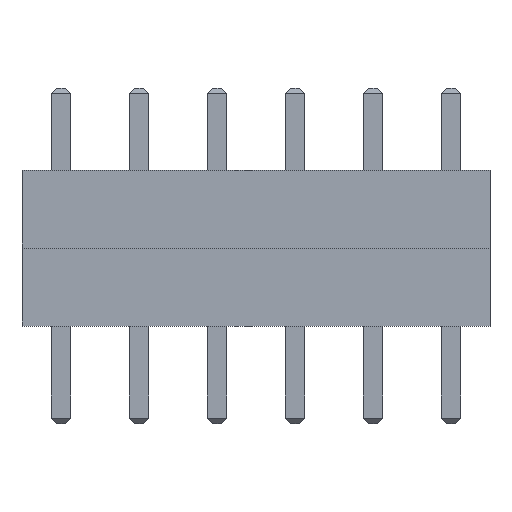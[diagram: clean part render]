
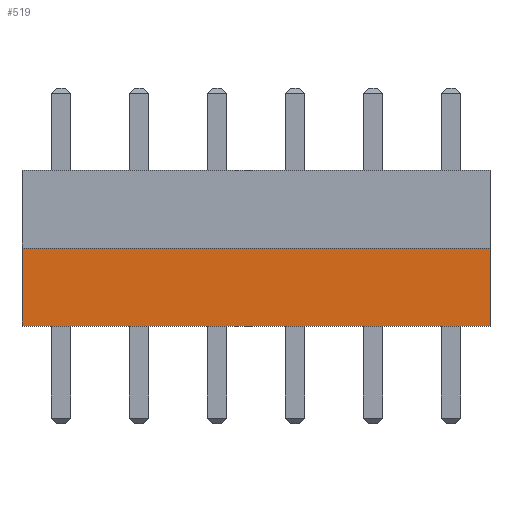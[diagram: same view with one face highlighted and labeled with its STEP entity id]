
A CAD part, top view. The second image highlights one B-rep face of the part: STEP entity #519.
In plain terms, the highlighted planar face has unit normal (0, 0, 1).
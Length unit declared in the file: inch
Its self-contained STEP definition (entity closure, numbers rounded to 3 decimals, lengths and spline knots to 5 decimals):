
#519 = ADVANCED_FACE( '', ( #1288 ), #1289, .F. );
#1288 = FACE_OUTER_BOUND( '', #2372, .T. );
#1289 = PLANE( '', #2373 );
#2372 = EDGE_LOOP( '', ( #3736, #3737, #3738, #3739 ) );
#2373 = AXIS2_PLACEMENT_3D( '', #3740, #3741, #3742 );
#3736 = ORIENTED_EDGE( '', *, *, #6559, .T. );
#3737 = ORIENTED_EDGE( '', *, *, #6560, .F. );
#3738 = ORIENTED_EDGE( '', *, *, #6561, .F. );
#3739 = ORIENTED_EDGE( '', *, *, #6562, .T. );
#3740 = CARTESIAN_POINT( '', ( -0.3, 0.1, 0.1 ) );
#3741 = DIRECTION( '', ( 0., 0., -1. ) );
#3742 = DIRECTION( '', ( -1., 0., 0. ) );
#6559 = EDGE_CURVE( '', #7930, #7931, #7932, .T. );
#6560 = EDGE_CURVE( '', #7933, #7931, #7934, .T. );
#6561 = EDGE_CURVE( '', #7935, #7933, #7936, .T. );
#6562 = EDGE_CURVE( '', #7935, #7930, #7937, .T. );
#7930 = VERTEX_POINT( '', #9844 );
#7931 = VERTEX_POINT( '', #9845 );
#7932 = LINE( '', #9846, #9847 );
#7933 = VERTEX_POINT( '', #9848 );
#7934 = LINE( '', #9849, #9850 );
#7935 = VERTEX_POINT( '', #9851 );
#7936 = LINE( '', #9852, #9853 );
#7937 = LINE( '', #9854, #9855 );
#9844 = CARTESIAN_POINT( '', ( -0.3, 0., 0.1 ) );
#9845 = CARTESIAN_POINT( '', ( 0.3, 0., 0.1 ) );
#9846 = CARTESIAN_POINT( '', ( -0.3, 0., 0.1 ) );
#9847 = VECTOR( '', #11862, 39.37008 );
#9848 = CARTESIAN_POINT( '', ( 0.3, 0.1, 0.1 ) );
#9849 = CARTESIAN_POINT( '', ( 0.3, 0.1, 0.1 ) );
#9850 = VECTOR( '', #11863, 39.37008 );
#9851 = CARTESIAN_POINT( '', ( -0.3, 0.1, 0.1 ) );
#9852 = CARTESIAN_POINT( '', ( -0.3, 0.1, 0.1 ) );
#9853 = VECTOR( '', #11864, 39.37008 );
#9854 = CARTESIAN_POINT( '', ( -0.3, 0.1, 0.1 ) );
#9855 = VECTOR( '', #11865, 39.37008 );
#11862 = DIRECTION( '', ( 1., 0., 0. ) );
#11863 = DIRECTION( '', ( 0., -1., 0. ) );
#11864 = DIRECTION( '', ( 1., 0., 0. ) );
#11865 = DIRECTION( '', ( 0., -1., 0. ) );
